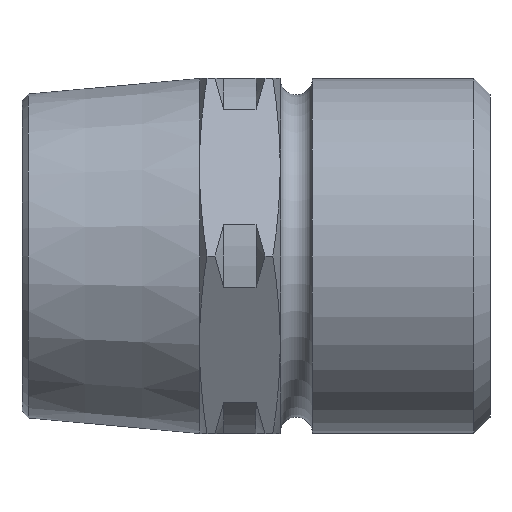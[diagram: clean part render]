
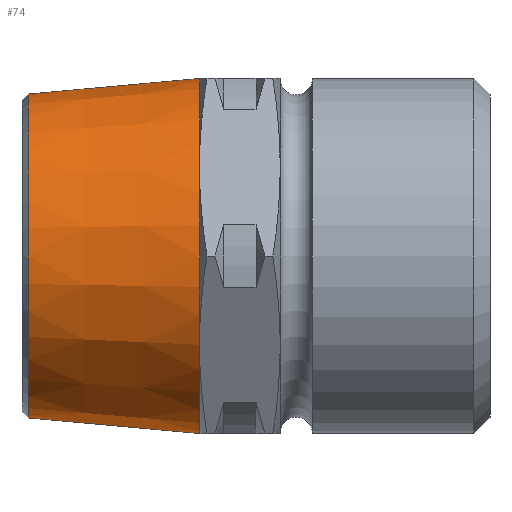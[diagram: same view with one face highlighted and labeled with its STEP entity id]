
A CAD part, left-side view. The second image highlights one B-rep face of the part: STEP entity #74.
In plain terms, the highlighted conical face has half-angle 5.194 degrees and reference radius 11 mm.
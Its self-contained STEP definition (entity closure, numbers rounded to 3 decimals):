
#74 = ADVANCED_FACE( '', ( #189, #190 ), #191, .T. );
#189 = FACE_BOUND( '', #352, .T. );
#190 = FACE_OUTER_BOUND( '', #353, .T. );
#191 = CONICAL_SURFACE( '', #354, 11., 0.091 );
#352 = EDGE_LOOP( '', ( #511 ) );
#353 = EDGE_LOOP( '', ( #512, #513, #514, #515, #516, #517 ) );
#354 = AXIS2_PLACEMENT_3D( '', #518, #519, #520 );
#511 = ORIENTED_EDGE( '', *, *, #914, .T. );
#512 = ORIENTED_EDGE( '', *, *, #915, .F. );
#513 = ORIENTED_EDGE( '', *, *, #916, .F. );
#514 = ORIENTED_EDGE( '', *, *, #917, .F. );
#515 = ORIENTED_EDGE( '', *, *, #918, .F. );
#516 = ORIENTED_EDGE( '', *, *, #919, .F. );
#517 = ORIENTED_EDGE( '', *, *, #920, .F. );
#518 = CARTESIAN_POINT( '', ( 0., 18., 0. ) );
#519 = DIRECTION( '', ( 0., -1., 0. ) );
#520 = DIRECTION( '', ( 0., 0., -1. ) );
#914 = EDGE_CURVE( '', #1071, #1071, #1072, .T. );
#915 = EDGE_CURVE( '', #1073, #1074, #1075, .T. );
#916 = EDGE_CURVE( '', #1076, #1073, #1077, .T. );
#917 = EDGE_CURVE( '', #1078, #1076, #1079, .T. );
#918 = EDGE_CURVE( '', #1080, #1078, #1081, .T. );
#919 = EDGE_CURVE( '', #1082, #1080, #1083, .T. );
#920 = EDGE_CURVE( '', #1074, #1082, #1084, .T. );
#1071 = VERTEX_POINT( '', #1297 );
#1072 = CIRCLE( '', #1298, 10.036 );
#1073 = VERTEX_POINT( '', #1299 );
#1074 = VERTEX_POINT( '', #1300 );
#1075 = CIRCLE( '', #1301, 11. );
#1076 = VERTEX_POINT( '', #1302 );
#1077 = CIRCLE( '', #1303, 11. );
#1078 = VERTEX_POINT( '', #1304 );
#1079 = CIRCLE( '', #1305, 11. );
#1080 = VERTEX_POINT( '', #1306 );
#1081 = CIRCLE( '', #1307, 11. );
#1082 = VERTEX_POINT( '', #1308 );
#1083 = CIRCLE( '', #1309, 11. );
#1084 = CIRCLE( '', #1310, 11. );
#1297 = CARTESIAN_POINT( '', ( 0., 28.602, -10.036 ) );
#1298 = AXIS2_PLACEMENT_3D( '', #1739, #1740, #1741 );
#1299 = CARTESIAN_POINT( '', ( 0., 18., 11. ) );
#1300 = CARTESIAN_POINT( '', ( -9.526, 18., 5.5 ) );
#1301 = AXIS2_PLACEMENT_3D( '', #1742, #1743, #1744 );
#1302 = CARTESIAN_POINT( '', ( 9.526, 18., 5.5 ) );
#1303 = AXIS2_PLACEMENT_3D( '', #1745, #1746, #1747 );
#1304 = CARTESIAN_POINT( '', ( 9.526, 18., -5.5 ) );
#1305 = AXIS2_PLACEMENT_3D( '', #1748, #1749, #1750 );
#1306 = CARTESIAN_POINT( '', ( 0., 18., -11. ) );
#1307 = AXIS2_PLACEMENT_3D( '', #1751, #1752, #1753 );
#1308 = CARTESIAN_POINT( '', ( -9.526, 18., -5.5 ) );
#1309 = AXIS2_PLACEMENT_3D( '', #1754, #1755, #1756 );
#1310 = AXIS2_PLACEMENT_3D( '', #1757, #1758, #1759 );
#1739 = CARTESIAN_POINT( '', ( 0., 28.602, 0. ) );
#1740 = DIRECTION( '', ( 0., -1., 0. ) );
#1741 = DIRECTION( '', ( 0., 0., -1. ) );
#1742 = CARTESIAN_POINT( '', ( 0., 18., 0. ) );
#1743 = DIRECTION( '', ( 0., -1., 0. ) );
#1744 = DIRECTION( '', ( 0., 0., -1. ) );
#1745 = CARTESIAN_POINT( '', ( 0., 18., 0. ) );
#1746 = DIRECTION( '', ( 0., -1., 0. ) );
#1747 = DIRECTION( '', ( 0., 0., -1. ) );
#1748 = CARTESIAN_POINT( '', ( 0., 18., 0. ) );
#1749 = DIRECTION( '', ( 0., -1., 0. ) );
#1750 = DIRECTION( '', ( 0., 0., -1. ) );
#1751 = CARTESIAN_POINT( '', ( 0., 18., 0. ) );
#1752 = DIRECTION( '', ( 0., -1., 0. ) );
#1753 = DIRECTION( '', ( 0., 0., -1. ) );
#1754 = CARTESIAN_POINT( '', ( 0., 18., 0. ) );
#1755 = DIRECTION( '', ( 0., -1., 0. ) );
#1756 = DIRECTION( '', ( 0., 0., -1. ) );
#1757 = CARTESIAN_POINT( '', ( 0., 18., 0. ) );
#1758 = DIRECTION( '', ( 0., -1., 0. ) );
#1759 = DIRECTION( '', ( 0., 0., -1. ) );
